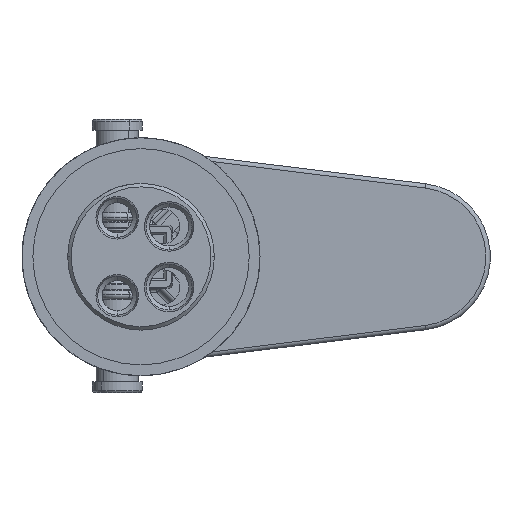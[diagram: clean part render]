
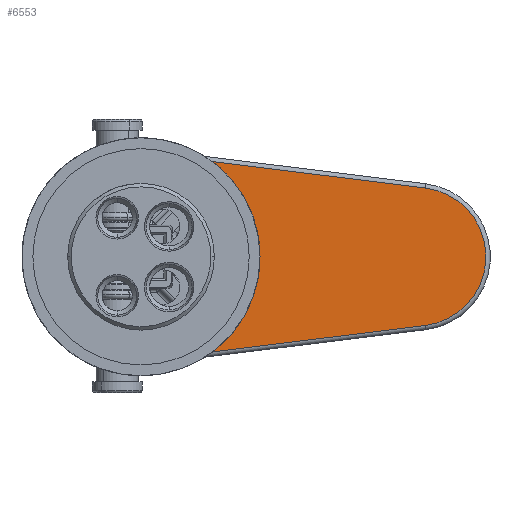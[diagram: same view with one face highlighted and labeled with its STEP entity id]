
A CAD part, front view. The second image highlights one B-rep face of the part: STEP entity #6553.
In plain terms, the highlighted planar face has unit normal (0, -1, 0).
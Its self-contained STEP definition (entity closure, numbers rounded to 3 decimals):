
#31 = CARTESIAN_POINT ( 'NONE',  ( 65.669, 156.75, 15.878 ) ) ;
#554 = AXIS2_PLACEMENT_3D ( 'NONE', #14528, #2209, #13485 ) ;
#577 = DIRECTION ( 'NONE',  ( 0., 0., 1. ) ) ;
#1138 = AXIS2_PLACEMENT_3D ( 'NONE', #9105, #10396, #577 ) ;
#1414 = PLANE ( 'NONE',  #11744 ) ;
#2209 = DIRECTION ( 'NONE',  ( 0., 1., 0. ) ) ;
#2234 = DIRECTION ( 'NONE',  ( -0.992, 0., 0.123 ) ) ;
#2391 = LINE ( 'NONE', #7208, #15839 ) ;
#2537 = DIRECTION ( 'NONE',  ( 0., 0., 1. ) ) ;
#2770 = FACE_OUTER_BOUND ( 'NONE', #6835, .T. ) ;
#3002 = EDGE_CURVE ( 'NONE', #4543, #9643, #2391, .T. ) ;
#3131 = ORIENTED_EDGE ( 'NONE', *, *, #14349, .T. ) ;
#3435 = CARTESIAN_POINT ( 'NONE',  ( 65.669, 156.75, -15.878 ) ) ;
#3901 = VECTOR ( 'NONE', #11020, 1000. ) ;
#4543 = VERTEX_POINT ( 'NONE', #31 ) ;
#4971 = CIRCLE ( 'NONE', #1138, 16. ) ;
#5093 = DIRECTION ( 'NONE',  ( 0., 1., 0. ) ) ;
#5703 = ORIENTED_EDGE ( 'NONE', *, *, #9455, .T. ) ;
#5752 = ORIENTED_EDGE ( 'NONE', *, *, #3002, .T. ) ;
#6553 = ADVANCED_FACE ( 'NONE', ( #2770 ), #1414, .F. ) ;
#6835 = EDGE_LOOP ( 'NONE', ( #5703, #7834, #3131, #5752 ) ) ;
#7208 = CARTESIAN_POINT ( 'NONE',  ( 6.641, 156.75, 23.199 ) ) ;
#7430 = CARTESIAN_POINT ( 'NONE',  ( 10.205, 156.75, 22.757 ) ) ;
#7834 = ORIENTED_EDGE ( 'NONE', *, *, #12795, .T. ) ;
#8429 = LINE ( 'NONE', #3435, #3901 ) ;
#8527 = CARTESIAN_POINT ( 'NONE',  ( 65.669, 156.75, -15.878 ) ) ;
#9105 = CARTESIAN_POINT ( 'NONE',  ( 63.7, 156.75, 0. ) ) ;
#9455 = EDGE_CURVE ( 'NONE', #9643, #15603, #14698, .T. ) ;
#9643 = VERTEX_POINT ( 'NONE', #7430 ) ;
#9788 = CARTESIAN_POINT ( 'NONE',  ( -1.3, 156.75, 0. ) ) ;
#10297 = CARTESIAN_POINT ( 'NONE',  ( 10.205, 156.75, -22.757 ) ) ;
#10396 = DIRECTION ( 'NONE',  ( 0., -1., 0. ) ) ;
#11020 = DIRECTION ( 'NONE',  ( 0.992, 0., 0.123 ) ) ;
#11744 = AXIS2_PLACEMENT_3D ( 'NONE', #9788, #5093, #2537 ) ;
#12238 = VERTEX_POINT ( 'NONE', #8527 ) ;
#12795 = EDGE_CURVE ( 'NONE', #15603, #12238, #8429, .T. ) ;
#13485 = DIRECTION ( 'NONE',  ( 0., 0., 1. ) ) ;
#14349 = EDGE_CURVE ( 'NONE', #12238, #4543, #4971, .T. ) ;
#14528 = CARTESIAN_POINT ( 'NONE',  ( -1.3, 156.75, 0. ) ) ;
#14698 = CIRCLE ( 'NONE', #554, 25.5 ) ;
#15603 = VERTEX_POINT ( 'NONE', #10297 ) ;
#15839 = VECTOR ( 'NONE', #2234, 1000. ) ;
